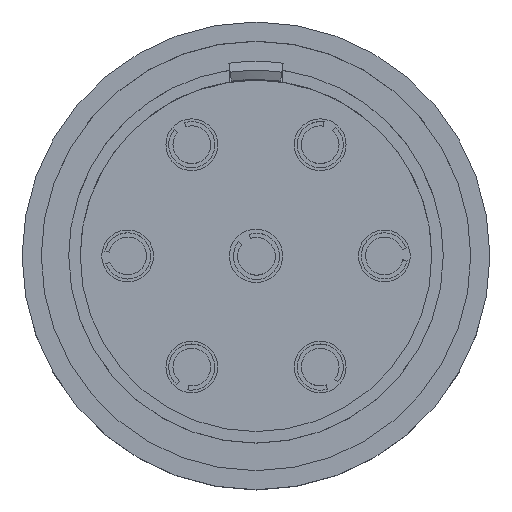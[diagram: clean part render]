
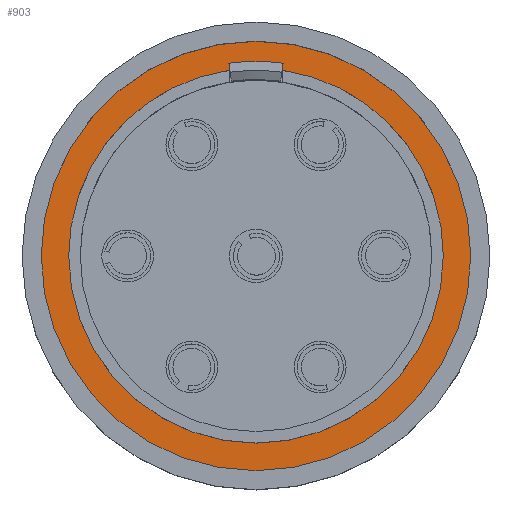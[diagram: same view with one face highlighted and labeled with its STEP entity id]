
A CAD part, top view. The second image highlights one B-rep face of the part: STEP entity #903.
In plain terms, the highlighted planar face has unit normal (0, 0, 1).
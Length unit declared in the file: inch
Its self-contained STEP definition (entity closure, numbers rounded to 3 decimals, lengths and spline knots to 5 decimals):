
#8 = DIRECTION ( 'NONE',  ( -1., 0., 0. ) ) ;
#9 = DIRECTION ( 'NONE',  ( 0., 0., -1. ) ) ;
#10 = CARTESIAN_POINT ( 'NONE',  ( 0., 0., 2.13495 ) ) ;
#43 = EDGE_CURVE ( 'NONE', #1739, #1725, #1421, .T. ) ;
#72 = EDGE_CURVE ( 'NONE', #1702, #1701, #1388, .T. ) ;
#309 = AXIS2_PLACEMENT_3D ( 'NONE', #6692, #6676, #6661 ) ;
#327 = AXIS2_PLACEMENT_3D ( 'NONE', #6571, #6569, #6568 ) ;
#903 = ADVANCED_FACE ( 'NONE', ( #6134, #6130 ), #6840, .T. ) ;
#1155 = EDGE_CURVE ( 'NONE', #1701, #1702, #5161, .T. ) ;
#1213 = EDGE_CURVE ( 'NONE', #1725, #1739, #5066, .T. ) ;
#1388 = CIRCLE ( 'NONE', #3312, 0.40168 ) ;
#1421 = CIRCLE ( 'NONE', #3336, 0.35 ) ;
#1701 = VERTEX_POINT ( 'NONE', #2701 ) ;
#1702 = VERTEX_POINT ( 'NONE', #2699 ) ;
#1725 = VERTEX_POINT ( 'NONE', #2665 ) ;
#1739 = VERTEX_POINT ( 'NONE', #2637 ) ;
#2140 = ORIENTED_EDGE ( 'NONE', *, *, #43, .T. ) ;
#2141 = ORIENTED_EDGE ( 'NONE', *, *, #1213, .T. ) ;
#2142 = ORIENTED_EDGE ( 'NONE', *, *, #72, .F. ) ;
#2143 = ORIENTED_EDGE ( 'NONE', *, *, #1155, .F. ) ;
#2637 = CARTESIAN_POINT ( 'NONE',  ( 0.35, 0., 2.13495 ) ) ;
#2665 = CARTESIAN_POINT ( 'NONE',  ( -0.35, 0., 2.13495 ) ) ;
#2699 = CARTESIAN_POINT ( 'NONE',  ( -0.40168, 0., 2.13495 ) ) ;
#2701 = CARTESIAN_POINT ( 'NONE',  ( 0.40168, 0., 2.13495 ) ) ;
#3161 = AXIS2_PLACEMENT_3D ( 'NONE', #6833, #6766, #6836 ) ;
#3312 = AXIS2_PLACEMENT_3D ( 'NONE', #4439, #4427, #4434 ) ;
#3336 = AXIS2_PLACEMENT_3D ( 'NONE', #10, #9, #8 ) ;
#4427 = DIRECTION ( 'NONE',  ( 0., 0., -1. ) ) ;
#4434 = DIRECTION ( 'NONE',  ( -1., 0., 0. ) ) ;
#4439 = CARTESIAN_POINT ( 'NONE',  ( 0., 0., 2.13495 ) ) ;
#5066 = CIRCLE ( 'NONE', #309, 0.35 ) ;
#5161 = CIRCLE ( 'NONE', #327, 0.40168 ) ;
#5833 = EDGE_LOOP ( 'NONE', ( #2140, #2141 ) ) ;
#5900 = EDGE_LOOP ( 'NONE', ( #2142, #2143 ) ) ;
#6130 = FACE_OUTER_BOUND ( 'NONE', #5900, .T. ) ;
#6134 = FACE_BOUND ( 'NONE', #5833, .T. ) ;
#6568 = DIRECTION ( 'NONE',  ( -1., 0., 0. ) ) ;
#6569 = DIRECTION ( 'NONE',  ( 0., 0., -1. ) ) ;
#6571 = CARTESIAN_POINT ( 'NONE',  ( 0., 0., 2.13495 ) ) ;
#6661 = DIRECTION ( 'NONE',  ( -1., 0., 0. ) ) ;
#6676 = DIRECTION ( 'NONE',  ( 0., 0., -1. ) ) ;
#6692 = CARTESIAN_POINT ( 'NONE',  ( 0., 0., 2.13495 ) ) ;
#6766 = DIRECTION ( 'NONE',  ( 0., 0., 1. ) ) ;
#6833 = CARTESIAN_POINT ( 'NONE',  ( 0., 0.40168, 2.13495 ) ) ;
#6836 = DIRECTION ( 'NONE',  ( 1., 0., 0. ) ) ;
#6840 = PLANE ( 'NONE',  #3161 ) ;
